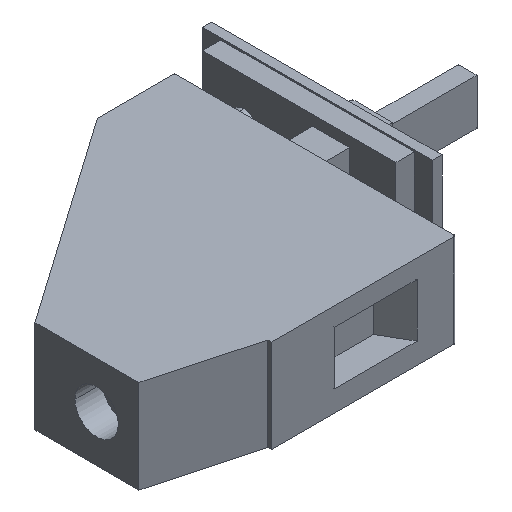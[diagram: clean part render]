
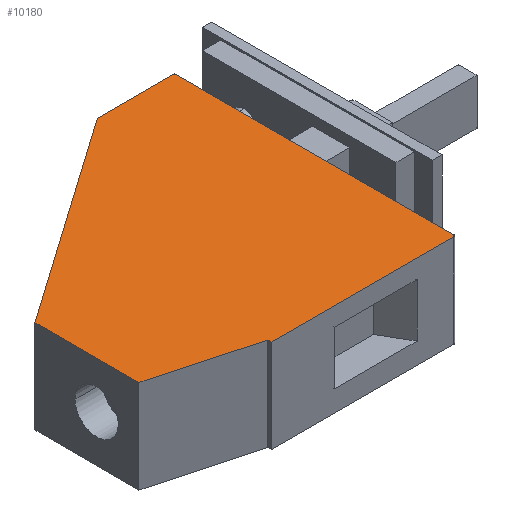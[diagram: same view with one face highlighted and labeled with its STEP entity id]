
A CAD part, isometric view. The second image highlights one B-rep face of the part: STEP entity #10180.
In plain terms, the highlighted planar face has unit normal (0, 0, 1).
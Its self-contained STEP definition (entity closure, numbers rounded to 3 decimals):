
#7580=CARTESIAN_POINT('',(134.153,249.13,10.1));
#7590=VERTEX_POINT('',#7580);
#7620=CARTESIAN_POINT('',(134.153,0.,10.1));
#7630=DIRECTION('',(0.,1.,0.));
#7640=VECTOR('',#7630,1.);
#7650=LINE('',#7620,#7640);
#7660=CARTESIAN_POINT('',(134.153,237.84,10.1));
#7670=VERTEX_POINT('',#7660);
#7680=EDGE_CURVE('',#7670,#7590,#7650,.T.);
#8340=CARTESIAN_POINT('',(165.153,264.94,10.1));
#8350=VERTEX_POINT('',#8340);
#8380=CARTESIAN_POINT('',(0.,264.94,10.1));
#8390=DIRECTION('',(1.,0.,0.));
#8400=VECTOR('',#8390,1.);
#8410=LINE('',#8380,#8400);
#8420=CARTESIAN_POINT('',(156.733,264.94,10.1));
#8430=VERTEX_POINT('',#8420);
#8440=EDGE_CURVE('',#8430,#8350,#8410,.T.);
#9080=CARTESIAN_POINT('',(0.,274.428,10.1));
#9090=DIRECTION('',(-0.965,0.263,0.));
#9100=VECTOR('',#9090,1.);
#9110=LINE('',#9080,#9100);
#9120=CARTESIAN_POINT('',(145.153,234.84,10.1));
#9130=VERTEX_POINT('',#9120);
#9140=EDGE_CURVE('',#9130,#7670,#9110,.T.);
#9460=CARTESIAN_POINT('',(145.153,234.44,10.1));
#9470=DIRECTION('',(0.,1.,0.));
#9480=VECTOR('',#9470,1.);
#9490=LINE('',#9460,#9480);
#9500=CARTESIAN_POINT('',(145.153,234.44,10.1));
#9510=VERTEX_POINT('',#9500);
#9520=EDGE_CURVE('',#9510,#9130,#9490,.T.);
#9780=CARTESIAN_POINT('',(0.,0.,10.1));
#9790=DIRECTION('',(0.,0.,1.));
#9800=DIRECTION('',(1.,0.,0.));
#9810=AXIS2_PLACEMENT_3D('',#9780,#9790,#9800);
#9820=PLANE('',#9810);
#9830=ORIENTED_EDGE('',*,*,#7680,.F.);
#9840=CARTESIAN_POINT('',(148.798,259.384,10.1));
#9850=DIRECTION('',(-0.819,-0.574,0.));
#9860=VECTOR('',#9850,1.);
#9870=LINE('',#9840,#9860);
#9880=EDGE_CURVE('',#8430,#7590,#9870,.T.);
#9890=ORIENTED_EDGE('',*,*,#9880,.T.);
#9900=ORIENTED_EDGE('',*,*,#8440,.F.);
#9910=CARTESIAN_POINT('',(165.153,0.,10.1));
#9920=DIRECTION('',(0.,1.,0.));
#9930=VECTOR('',#9920,1.);
#9940=LINE('',#9910,#9930);
#9950=CARTESIAN_POINT('',(165.153,234.64,10.1));
#9960=VERTEX_POINT('',#9950);
#9970=EDGE_CURVE('',#9960,#8350,#9940,.T.);
#9980=ORIENTED_EDGE('',*,*,#9970,.T.);
#9990=CARTESIAN_POINT('',(164.953,234.64,10.1));
#10000=DIRECTION('',(0.,0.,1.));
#10010=DIRECTION('',(1.,0.,0.));
#10020=AXIS2_PLACEMENT_3D('',#9990,#10000,#10010);
#10030=CIRCLE('',#10020,0.2);
#10040=CARTESIAN_POINT('',(164.953,234.44,10.1));
#10050=VERTEX_POINT('',#10040);
#10060=EDGE_CURVE('',#10050,#9960,#10030,.T.);
#10070=ORIENTED_EDGE('',*,*,#10060,.T.);
#10080=CARTESIAN_POINT('',(164.953,234.44,10.1));
#10090=DIRECTION('',(-1.,0.,0.));
#10100=VECTOR('',#10090,1.);
#10110=LINE('',#10080,#10100);
#10120=EDGE_CURVE('',#10050,#9510,#10110,.T.);
#10130=ORIENTED_EDGE('',*,*,#10120,.F.);
#10140=ORIENTED_EDGE('',*,*,#9520,.F.);
#10150=ORIENTED_EDGE('',*,*,#9140,.F.);
#10160=EDGE_LOOP('',(#10150,#10140,#10130,#10070,#9980,#9900,#9890,#9830
));
#10170=FACE_OUTER_BOUND('',#10160,.T.);
#10180=ADVANCED_FACE('',(#10170),#9820,.T.);
